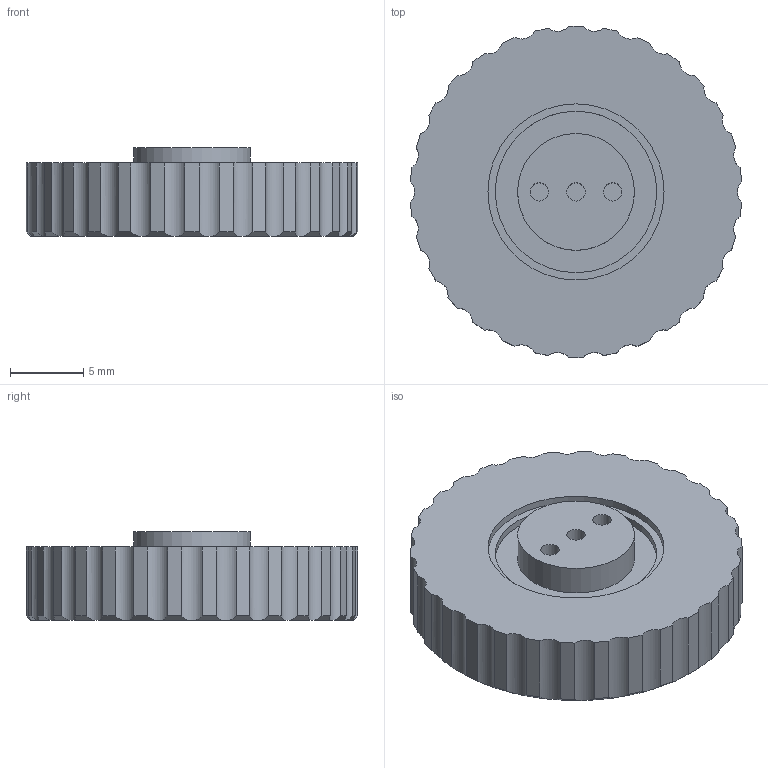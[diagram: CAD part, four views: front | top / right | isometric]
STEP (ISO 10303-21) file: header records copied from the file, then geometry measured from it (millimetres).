
FILE_DESCRIPTION(/* description */ (''),/* implementation_level */ '2;1');
FILE_NAME(/* name */ 'ModeDial.step',/* time_stamp */ '2025-03-28T13:52:00+02:00',/* author */ (''),/* organization */ (''),/* preprocessor_version */ 'ST-DEVELOPER v20.1',/* originating_system */ 'Autodesk Translation Framework v14.4.0.0',/* authorisation */ '');
FILE_SCHEMA (('AUTOMOTIVE_DESIGN { 1 0 10303 214 3 1 1 }'));
Length unit declared in the file: millimetre
Products named in the file (1): ModeDial
Bounding box: 22.58 x 22.61 x 6.04 mm (x, y, z)
Volume: 1942.4 mm3; surface area: 1302.4 mm2
Topology: 1 solids, 1 shells, 104 faces, 288 edges, 192 vertices
Faces by surface type: plane 68, cylinder 36
Full cylindrical faces by diameter (mm): 1.25 x3, 7.96 x1, 11 x1, 12 x1
Entity records: 3417 total; most frequent: DIRECTION 630, CARTESIAN_POINT 585, ORIENTED_EDGE 576, EDGE_CURVE 288, AXIS2_PLACEMENT_3D 237, VERTEX_POINT 192, LINE 156, VECTOR 156
